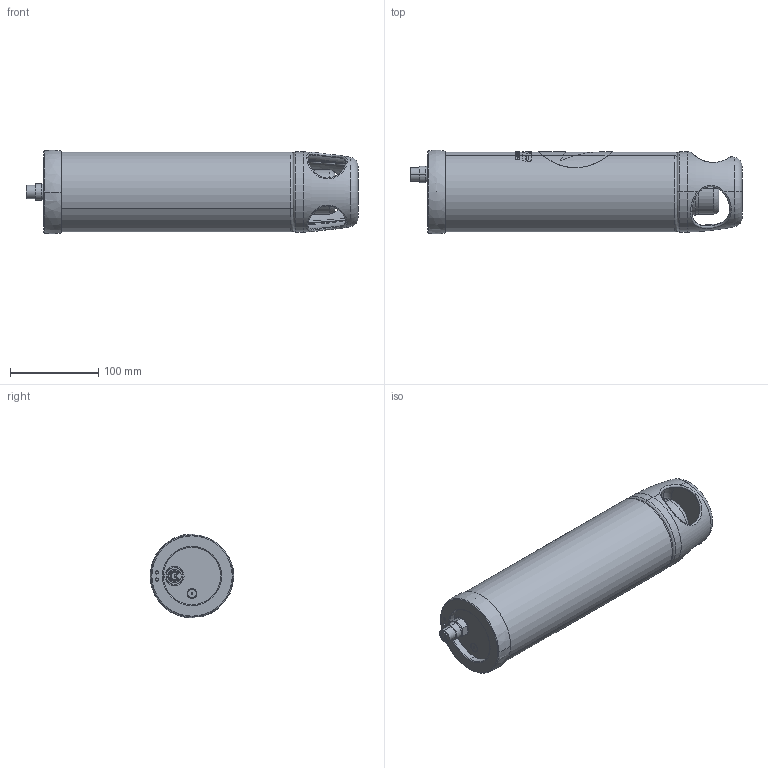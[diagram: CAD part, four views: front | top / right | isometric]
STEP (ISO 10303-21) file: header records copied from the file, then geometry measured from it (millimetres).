
FILE_DESCRIPTION (( 'STEP AP214' ), '1' );
FILE_NAME ('4459100H.STEP', '2015-09-10T11:42:26', ( 'IT' ), ( 'Microsoft' ), 'SwSTEP 2.0', 'SolidWorks 2015', '' );
FILE_SCHEMA (( 'AUTOMOTIVE_DESIGN' ));
Length unit declared in the file: millimetre
Products named in the file (1): 4459100H
Bounding box: 377 x 94.92 x 95 mm (x, y, z)
Surface area: 154951.5 mm2 (no closed solid volume)
Topology: 0 solids, 29 shells, 245 faces, 872 edges, 650 vertices
Faces by surface type: cylinder 84, plane 75, bspline 51, torus 25, cone 8, sphere 2
Entity records: 23299 total; most frequent: CARTESIAN_POINT 13877, ORIENTED_EDGE 1280, DIRECTION 1260, EDGE_CURVE 867, VERTEX_POINT 647, AXIS2_PLACEMENT_3D 556, CIRCLE 361, B_SPLINE_CURVE_WITH_KNOTS 345
